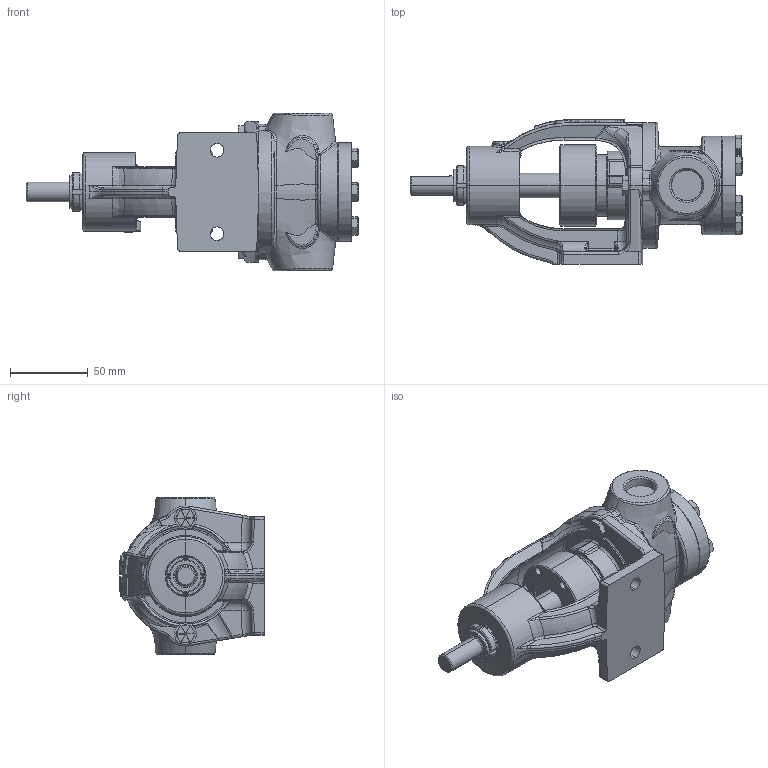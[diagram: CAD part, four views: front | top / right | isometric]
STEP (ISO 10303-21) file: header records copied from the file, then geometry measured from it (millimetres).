
FILE_DESCRIPTION (( 'STEP AP214' ), '1' );
FILE_NAME ('F724.STEP', '2016-08-16T16:10:51', ( '' ), ( '' ), 'SwSTEP 2.0', 'SolidWorks 2015', '' );
FILE_SCHEMA (( 'AUTOMOTIVE_DESIGN' ));
Length unit declared in the file: inch
Products named in the file (2): F724
Bounding box: 214.2 x 93.25 x 101.6 mm (x, y, z)
Volume: 554223.5 mm3; surface area: 82388.5 mm2
Topology: 1 solids, 1 shells, 1630 faces, 4175 edges, 2544 vertices
Faces by surface type: plane 881, bspline 311, cylinder 208, cone 129, torus 70, sphere 31
Entity records: 90726 total; most frequent: CARTESIAN_POINT 38908, ORIENTED_EDGE 8240, DIRECTION 7004, EDGE_CURVE 4120, VERTEX_POINT 2543, AXIS2_PLACEMENT_3D 2534, VECTOR 1936, LINE 1936
